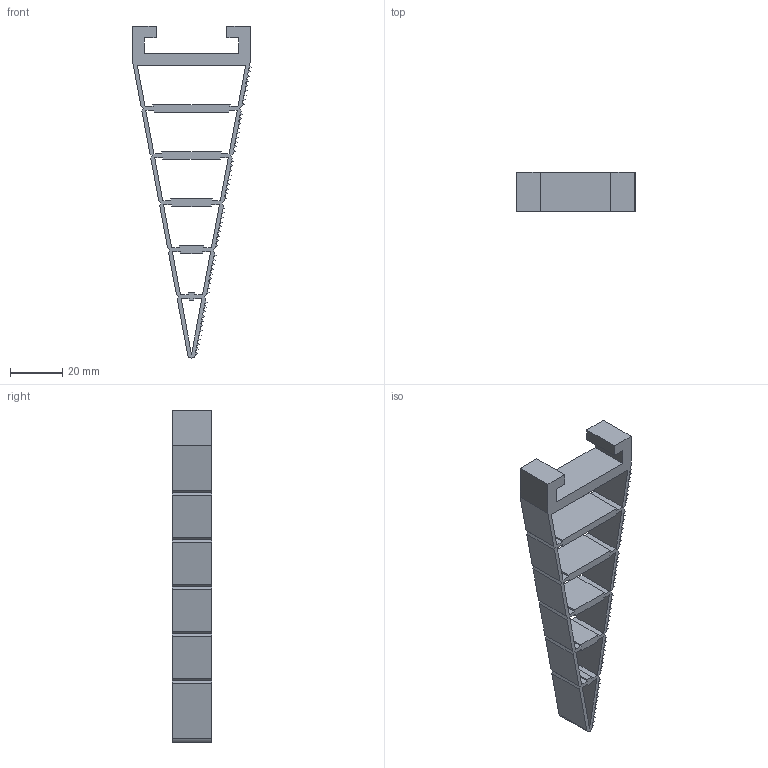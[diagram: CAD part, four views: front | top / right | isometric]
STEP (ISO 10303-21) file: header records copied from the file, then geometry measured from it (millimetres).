
FILE_DESCRIPTION(/* description */ (''),/* implementation_level */ '2;1');
FILE_NAME(/* name */ 'arm_re.stp',/* time_stamp */ '2024-05-16T15:45:47+07:00',/* author */ ('DELL'),/* organization */ (''),/* preprocessor_version */ 'ST-DEVELOPER v19',/* originating_system */ 'Autodesk Inventor 2023',/* authorisation */ '');
FILE_SCHEMA (('AUTOMOTIVE_DESIGN { 1 0 10303 214 3 1 1 }'));
Length unit declared in the file: millimetre
Products named in the file (1): arm
Bounding box: 45.38 x 15 x 126.86 mm (x, y, z)
Volume: 14518.9 mm3; surface area: 15164.1 mm2
Topology: 1 solids, 1 shells, 282 faces, 840 edges, 560 vertices
Faces by surface type: plane 229, cylinder 53
Entity records: 9437 total; most frequent: CARTESIAN_POINT 1683, ORIENTED_EDGE 1680, DIRECTION 1512, EDGE_CURVE 840, LINE 734, VECTOR 734, VERTEX_POINT 560, AXIS2_PLACEMENT_3D 389
